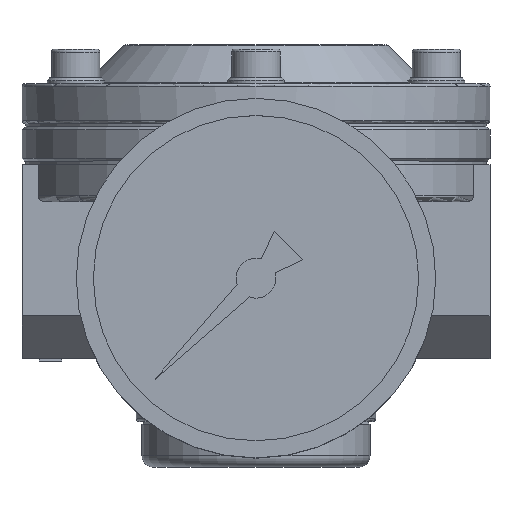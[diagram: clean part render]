
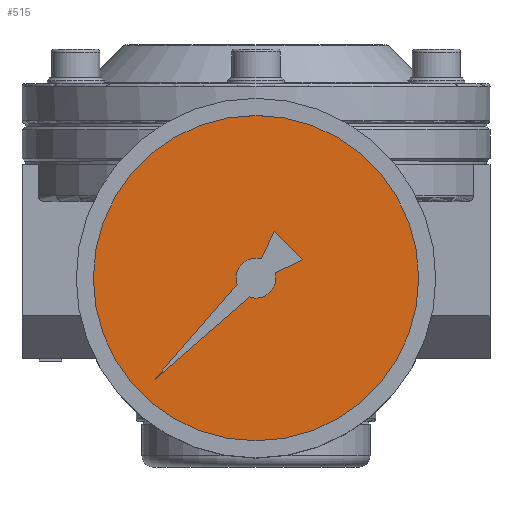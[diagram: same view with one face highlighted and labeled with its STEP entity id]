
A CAD part, top view. The second image highlights one B-rep face of the part: STEP entity #515.
In plain terms, the highlighted planar face has unit normal (0, 0, 1).
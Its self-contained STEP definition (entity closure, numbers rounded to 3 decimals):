
#515 = ADVANCED_FACE( '', ( #1132, #1133 ), #1134, .F. );
#1132 = FACE_OUTER_BOUND( '', #1837, .T. );
#1133 = FACE_BOUND( '', #1838, .T. );
#1134 = PLANE( '', #1839 );
#1837 = EDGE_LOOP( '', ( #3086 ) );
#1838 = EDGE_LOOP( '', ( #3087, #3088, #3089, #3090, #3091, #3092, #3093 ) );
#1839 = AXIS2_PLACEMENT_3D( '', #3094, #3095, #3096 );
#3086 = ORIENTED_EDGE( '', *, *, #3859, .F. );
#3087 = ORIENTED_EDGE( '', *, *, #3660, .F. );
#3088 = ORIENTED_EDGE( '', *, *, #3666, .F. );
#3089 = ORIENTED_EDGE( '', *, *, #3861, .F. );
#3090 = ORIENTED_EDGE( '', *, *, #3972, .F. );
#3091 = ORIENTED_EDGE( '', *, *, #4099, .F. );
#3092 = ORIENTED_EDGE( '', *, *, #3759, .F. );
#3093 = ORIENTED_EDGE( '', *, *, #4100, .F. );
#3094 = CARTESIAN_POINT( '', ( 0., 0., 49.5 ) );
#3095 = DIRECTION( '', ( 0., 0., -1. ) );
#3096 = DIRECTION( '', ( -1., 0., 0. ) );
#3660 = EDGE_CURVE( '', #4247, #4248, #4249, .T. );
#3666 = EDGE_CURVE( '', #4257, #4247, #4259, .F. );
#3759 = EDGE_CURVE( '', #4421, #4422, #4423, .T. );
#3859 = EDGE_CURVE( '', #4588, #4588, #4589, .T. );
#3861 = EDGE_CURVE( '', #4591, #4257, #4592, .T. );
#3972 = EDGE_CURVE( '', #4756, #4591, #4757, .T. );
#4099 = EDGE_CURVE( '', #4422, #4756, #4928, .T. );
#4100 = EDGE_CURVE( '', #4248, #4421, #4929, .T. );
#4247 = VERTEX_POINT( '', #5156 );
#4248 = VERTEX_POINT( '', #5157 );
#4249 = LINE( '', #5158, #5159 );
#4257 = VERTEX_POINT( '', #5170 );
#4259 = CIRCLE( '', #5173, 3.5 );
#4421 = VERTEX_POINT( '', #5415 );
#4422 = VERTEX_POINT( '', #5416 );
#4423 = CIRCLE( '', #5417, 3.5 );
#4588 = VERTEX_POINT( '', #5729 );
#4589 = CIRCLE( '', #5730, 28.5 );
#4591 = VERTEX_POINT( '', #5732 );
#4592 = LINE( '', #5733, #5734 );
#4756 = VERTEX_POINT( '', #5966 );
#4757 = LINE( '', #5967, #5968 );
#4928 = LINE( '', #6197, #6198 );
#4929 = LINE( '', #6199, #6200 );
#5156 = CARTESIAN_POINT( '', ( -3.297, -1.175, 49.5 ) );
#5157 = CARTESIAN_POINT( '', ( -17.678, -17.678, 49.5 ) );
#5158 = CARTESIAN_POINT( '', ( -3.297, -1.175, 49.5 ) );
#5159 = VECTOR( '', #6383, 1000. );
#5170 = CARTESIAN_POINT( '', ( 0.96, 3.366, 49.5 ) );
#5173 = AXIS2_PLACEMENT_3D( '', #6388, #6389, #6390 );
#5415 = CARTESIAN_POINT( '', ( -1.175, -3.297, 49.5 ) );
#5416 = CARTESIAN_POINT( '', ( 3.366, 0.96, 49.5 ) );
#5417 = AXIS2_PLACEMENT_3D( '', #6497, #6498, #6499 );
#5729 = CARTESIAN_POINT( '', ( -28.5, 0., 49.5 ) );
#5730 = AXIS2_PLACEMENT_3D( '', #6624, #6625, #6626 );
#5732 = CARTESIAN_POINT( '', ( 3.182, 8.132, 49.5 ) );
#5733 = CARTESIAN_POINT( '', ( 3.182, 8.132, 49.5 ) );
#5734 = VECTOR( '', #6627, 1000. );
#5966 = CARTESIAN_POINT( '', ( 8.132, 3.182, 49.5 ) );
#5967 = CARTESIAN_POINT( '', ( 8.132, 3.182, 49.5 ) );
#5968 = VECTOR( '', #6760, 1000. );
#6197 = CARTESIAN_POINT( '', ( 3.366, 0.96, 49.5 ) );
#6198 = VECTOR( '', #6916, 1000. );
#6199 = CARTESIAN_POINT( '', ( -17.678, -17.678, 49.5 ) );
#6200 = VECTOR( '', #6917, 1000. );
#6383 = DIRECTION( '', ( -0.657, -0.754, 0. ) );
#6388 = CARTESIAN_POINT( '', ( 0., 0., 49.5 ) );
#6389 = DIRECTION( '', ( 0., 0., -1. ) );
#6390 = DIRECTION( '', ( -1., 0., 0. ) );
#6497 = CARTESIAN_POINT( '', ( 0., 0., 49.5 ) );
#6498 = DIRECTION( '', ( 0., 0., 1. ) );
#6499 = DIRECTION( '', ( 1., 0., 0. ) );
#6624 = CARTESIAN_POINT( '', ( 0., 0., 49.5 ) );
#6625 = DIRECTION( '', ( 0., 0., -1. ) );
#6626 = DIRECTION( '', ( -1., 0., 0. ) );
#6627 = DIRECTION( '', ( -0.423, -0.906, 0. ) );
#6760 = DIRECTION( '', ( -0.707, 0.707, 0. ) );
#6916 = DIRECTION( '', ( 0.906, 0.423, 0. ) );
#6917 = DIRECTION( '', ( 0.754, 0.657, 0. ) );
